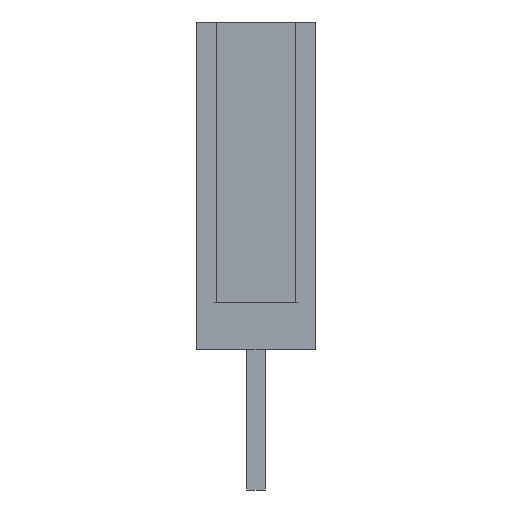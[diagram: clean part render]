
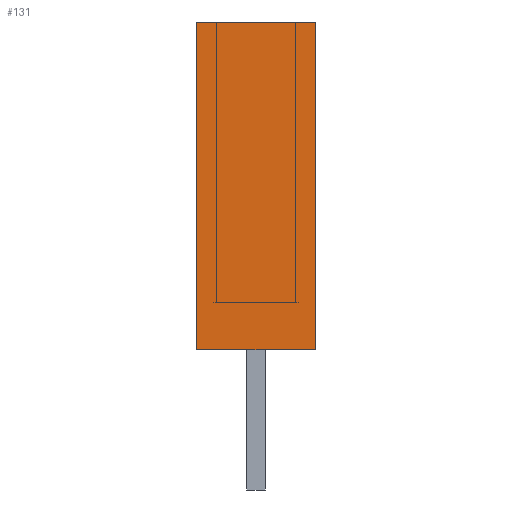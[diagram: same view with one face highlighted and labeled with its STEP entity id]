
A CAD part, front view. The second image highlights one B-rep face of the part: STEP entity #131.
In plain terms, the highlighted planar face has unit normal (0, -1, 0).
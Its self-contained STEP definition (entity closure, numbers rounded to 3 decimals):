
#13=DIRECTION('',(0.,0.,1.));
#14=DIRECTION('',(1.,0.,0.));
#107=EDGE_CURVE('',#108,#110,#112,.T.);
#108=VERTEX_POINT('',#109);
#109=CARTESIAN_POINT('',(-1.27,-1.271,0.));
#110=VERTEX_POINT('',#111);
#111=CARTESIAN_POINT('',(-1.27,-1.271,7.));
#112=LINE('',#109,#113);
#113=VECTOR('',#13,1.);
#120=DIRECTION('',(0.,1.,0.));
#131=ADVANCED_FACE('',(#132),#149,.F.);
#132=FACE_BOUND('',#133,.F.);
#133=EDGE_LOOP('',(#134,#140,#141,#146));
#134=ORIENTED_EDGE('',*,*,#135,.F.);
#135=EDGE_CURVE('',#108,#136,#138,.T.);
#136=VERTEX_POINT('',#137);
#137=CARTESIAN_POINT('',(1.27,-1.271,0.));
#138=LINE('',#109,#139);
#139=VECTOR('',#14,1.);
#140=ORIENTED_EDGE('',*,*,#107,.T.);
#141=ORIENTED_EDGE('',*,*,#142,.T.);
#142=EDGE_CURVE('',#110,#143,#145,.T.);
#143=VERTEX_POINT('',#144);
#144=CARTESIAN_POINT('',(1.27,-1.271,7.));
#145=LINE('',#111,#139);
#146=ORIENTED_EDGE('',*,*,#147,.F.);
#147=EDGE_CURVE('',#136,#143,#148,.T.);
#148=LINE('',#137,#113);
#149=PLANE('',#150);
#150=AXIS2_PLACEMENT_3D('',#109,#120,#13);
